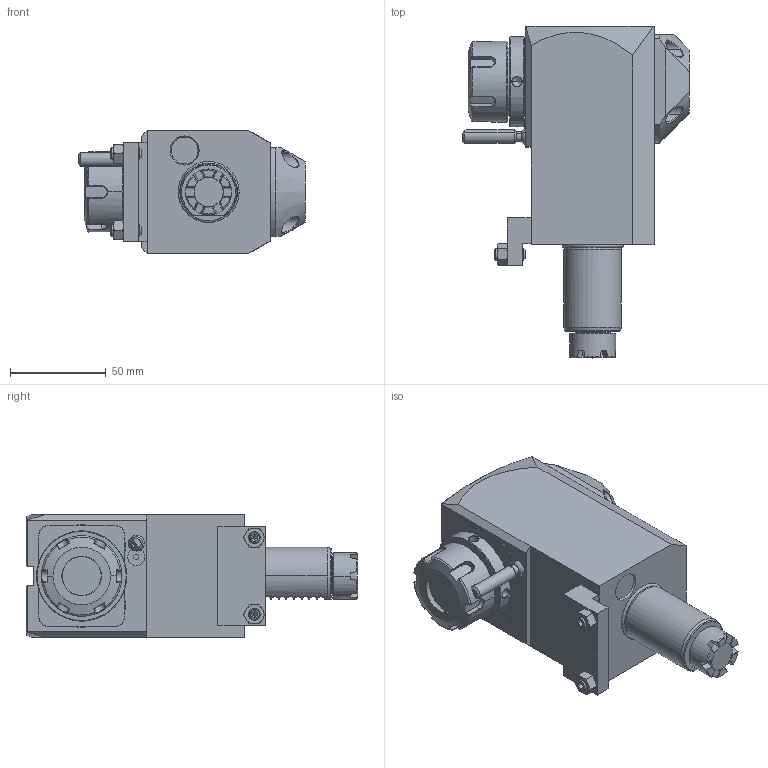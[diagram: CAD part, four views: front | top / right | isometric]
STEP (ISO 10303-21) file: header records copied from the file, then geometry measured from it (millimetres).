
FILE_DESCRIPTION((''),'2;1');
FILE_NAME('NGT1_30_241_25_2_2_85D','2021-12-10T',('vali'),('NOVA GRUP'),'PRO/ENGINEER BY PARAMETRIC TECHNOLOGY CORPORATION, 2010280','PRO/ENGINEER BY PARAMETRIC TECHNOLOGY CORPORATION, 2010280','');
FILE_SCHEMA(('CONFIG_CONTROL_DESIGN'));
Length unit declared in the file: millimetre
Products named in the file (1): NGT1_30_241_25_2_2_85D
Bounding box: 118.33 x 173 x 64 mm (x, y, z)
Volume: 588496.8 mm3; surface area: 58213 mm2
Topology: 1 solids, 1 shells, 505 faces, 1261 edges, 764 vertices
Faces by surface type: plane 199, cone 115, cylinder 106, bspline 64, torus 19, sphere 2
Entity records: 21431 total; most frequent: CARTESIAN_POINT 10193, ORIENTED_EDGE 2482, DIRECTION 2074, EDGE_CURVE 1241, AXIS2_PLACEMENT_3D 772, VERTEX_POINT 764, EDGE_LOOP 539, VECTOR 530
